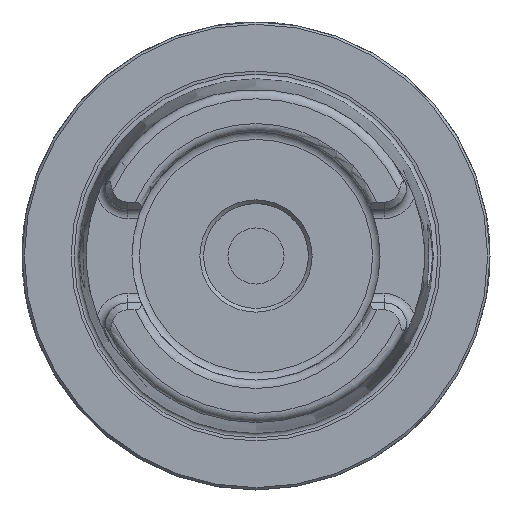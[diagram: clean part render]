
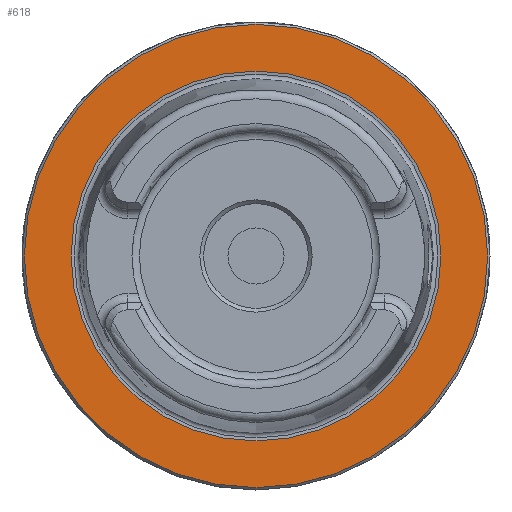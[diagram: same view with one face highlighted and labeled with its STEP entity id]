
A CAD part, left-side view. The second image highlights one B-rep face of the part: STEP entity #618.
In plain terms, the highlighted planar face has unit normal (-1, 0, 0).
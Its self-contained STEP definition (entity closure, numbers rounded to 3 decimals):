
#618 = ADVANCED_FACE( '', ( #1347, #1348 ), #1349, .T. );
#1347 = FACE_OUTER_BOUND( '', #2276, .T. );
#1348 = FACE_BOUND( '', #2277, .T. );
#1349 = PLANE( '', #2278 );
#2276 = EDGE_LOOP( '', ( #4045 ) );
#2277 = EDGE_LOOP( '', ( #4046 ) );
#2278 = AXIS2_PLACEMENT_3D( '', #4047, #4048, #4049 );
#4045 = ORIENTED_EDGE( '', *, *, #5420, .T. );
#4046 = ORIENTED_EDGE( '', *, *, #5042, .F. );
#4047 = CARTESIAN_POINT( '', ( 0., 0., 49.5 ) );
#4048 = DIRECTION( '', ( -1., 0., 0. ) );
#4049 = DIRECTION( '', ( 0., 0., 1. ) );
#5042 = EDGE_CURVE( '', #6084, #6084, #6085, .T. );
#5420 = EDGE_CURVE( '', #6601, #6601, #6602, .T. );
#6084 = VERTEX_POINT( '', #7944 );
#6085 = CIRCLE( '', #7945, 39.511 );
#6601 = VERTEX_POINT( '', #9348 );
#6602 = CIRCLE( '', #9349, 49.5 );
#7944 = CARTESIAN_POINT( '', ( 0., 0., 39.511 ) );
#7945 = AXIS2_PLACEMENT_3D( '', #10068, #10069, #10070 );
#9348 = CARTESIAN_POINT( '', ( 0., 0., 49.5 ) );
#9349 = AXIS2_PLACEMENT_3D( '', #10452, #10453, #10454 );
#10068 = CARTESIAN_POINT( '', ( 0., 0., 0. ) );
#10069 = DIRECTION( '', ( -1., 0., 0. ) );
#10070 = DIRECTION( '', ( 0., 0., 1. ) );
#10452 = CARTESIAN_POINT( '', ( 0., 0., 0. ) );
#10453 = DIRECTION( '', ( -1., 0., 0. ) );
#10454 = DIRECTION( '', ( 0., 0., 1. ) );
